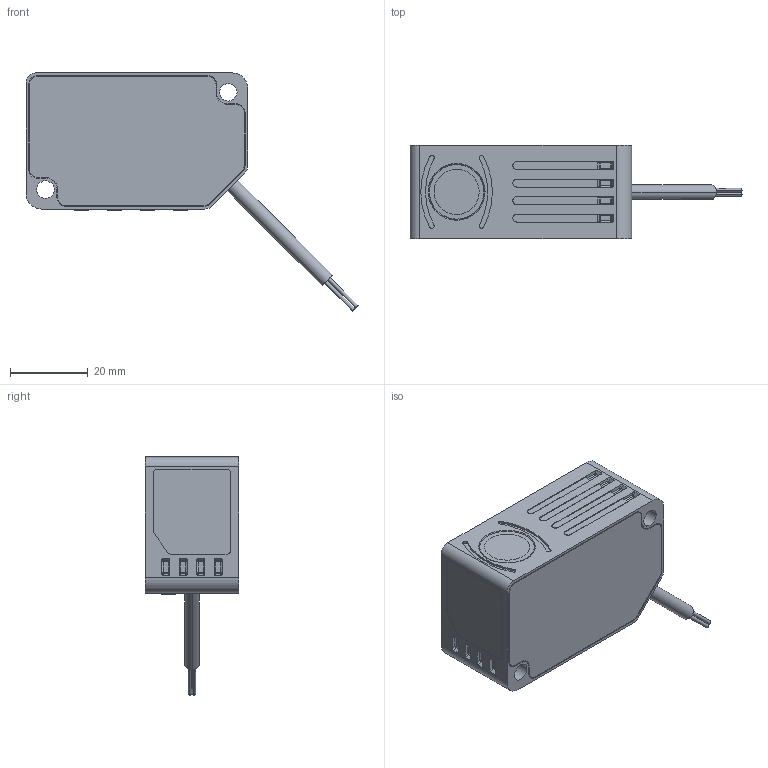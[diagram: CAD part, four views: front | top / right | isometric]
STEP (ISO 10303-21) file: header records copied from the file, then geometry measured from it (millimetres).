
FILE_DESCRIPTION((''),'2;1');
FILE_NAME('3D00','2024-09-10T09:28:42',('XingBei'),(''),'CREO PARAMETRIC BY PTC INC, 2019030','CREO PARAMETRIC BY PTC INC, 2019030','');
FILE_SCHEMA(('AUTOMOTIVE_DESIGN { 1 0 10303 214 1 1 1 1 }'));
Length unit declared in the file: millimetre
Products named in the file (1): 3D00
Bounding box: 85.35 x 24 x 61.23 mm (x, y, z)
Volume: 45746.4 mm3; surface area: 10545.8 mm2
Topology: 1 solids, 5 shells, 634 faces, 1445 edges, 865 vertices
Faces by surface type: cylinder 250, plane 229, sphere 72, cone 45, torus 38
Entity records: 17938 total; most frequent: CARTESIAN_POINT 3281, DIRECTION 3211, ORIENTED_EDGE 2890, EDGE_CURVE 1445, AXIS2_PLACEMENT_3D 1207, VERTEX_POINT 865, VECTOR 797, LINE 797
